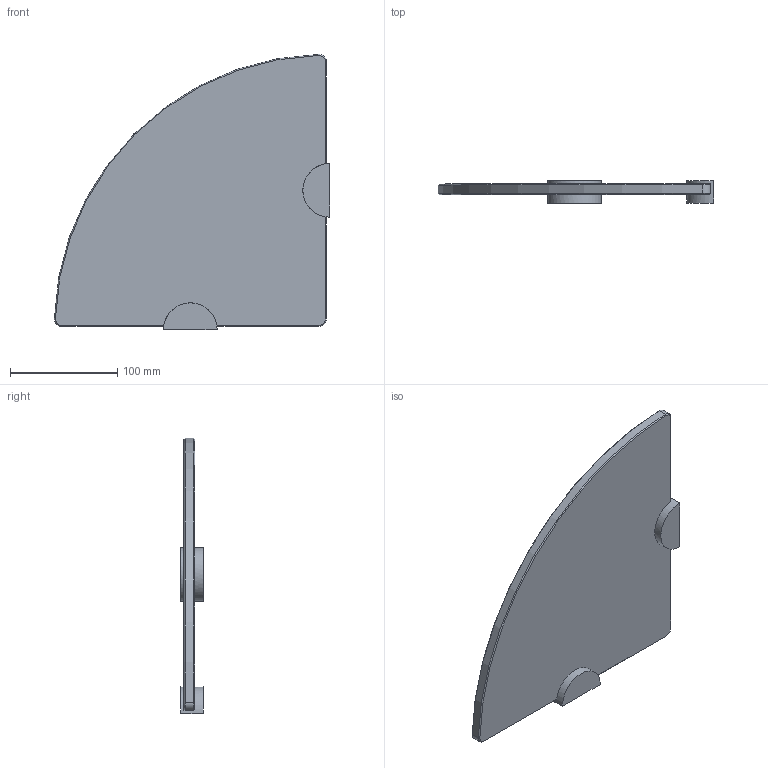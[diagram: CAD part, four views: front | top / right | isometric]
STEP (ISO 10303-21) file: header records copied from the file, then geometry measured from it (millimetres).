
FILE_DESCRIPTION((''),'2;1');
FILE_NAME('0218CT-10-10','2022-01-25T12:06:03',('jinson.thomas'),(''),'CREO PARAMETRIC BY PTC INC, 2018400','CREO PARAMETRIC BY PTC INC, 2018400','');
FILE_SCHEMA(('CONFIG_CONTROL_DESIGN'));
Length unit declared in the file: inch
Products named in the file (1): 0218CT-10-10
Bounding box: 256.89 x 21.01 x 256.89 mm (x, y, z)
Volume: 530468.5 mm3; surface area: 113205.5 mm2
Topology: 1 solids, 1 shells, 36 faces, 88 edges, 52 vertices
Faces by surface type: plane 22, cone 8, cylinder 6
Entity records: 1092 total; most frequent: CARTESIAN_POINT 188, DIRECTION 184, ORIENTED_EDGE 176, EDGE_CURVE 88, AXIS2_PLACEMENT_3D 64, VECTOR 56, LINE 56, VERTEX_POINT 52
